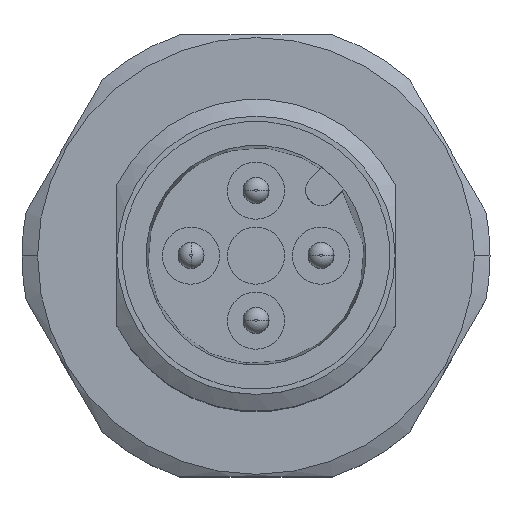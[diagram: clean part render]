
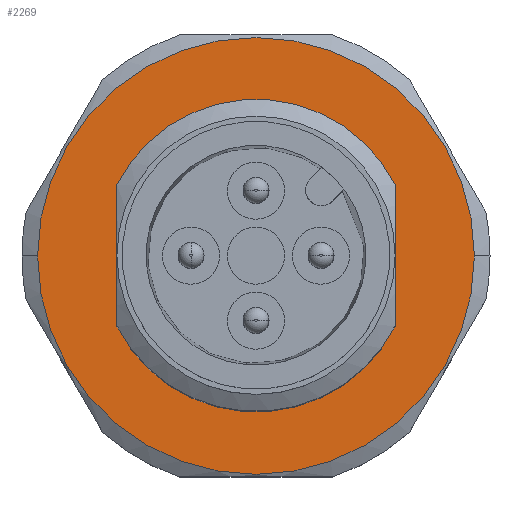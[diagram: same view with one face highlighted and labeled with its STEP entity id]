
A CAD part, top view. The second image highlights one B-rep face of the part: STEP entity #2269.
In plain terms, the highlighted planar face has unit normal (0, 0, 1).
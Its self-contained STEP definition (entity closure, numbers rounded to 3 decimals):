
#6 = EDGE_CURVE ( 'NONE', #215, #2983, #2143, .T. ) ;
#24 = CARTESIAN_POINT ( 'NONE',  ( 5.35, -2.716, 0. ) ) ;
#31 = DIRECTION ( 'NONE',  ( -1., 0., 0. ) ) ;
#215 = VERTEX_POINT ( 'NONE', #364 ) ;
#223 = CIRCLE ( 'NONE', #2640, 6. ) ;
#310 = ORIENTED_EDGE ( 'NONE', *, *, #993, .T. ) ;
#364 = CARTESIAN_POINT ( 'NONE',  ( -5.35, -2.716, 0. ) ) ;
#403 = CARTESIAN_POINT ( 'NONE',  ( -5.35, -2.716, 0. ) ) ;
#428 = DIRECTION ( 'NONE',  ( 0., 1., 0. ) ) ;
#445 = AXIS2_PLACEMENT_3D ( 'NONE', #3074, #1484, #3326 ) ;
#684 = PLANE ( 'NONE',  #3023 ) ;
#719 = DIRECTION ( 'NONE',  ( 0., 0., 1. ) ) ;
#847 = DIRECTION ( 'NONE',  ( 0., 0., -1. ) ) ;
#850 = VECTOR ( 'NONE', #2967, 1000. ) ;
#873 = AXIS2_PLACEMENT_3D ( 'NONE', #3219, #1641, #31 ) ;
#961 = EDGE_CURVE ( 'NONE', #1442, #1338, #1694, .T. ) ;
#993 = EDGE_CURVE ( 'NONE', #1004, #215, #223, .T. ) ;
#1004 = VERTEX_POINT ( 'NONE', #24 ) ;
#1035 = EDGE_CURVE ( 'NONE', #2408, #1004, #2258, .T. ) ;
#1338 = VERTEX_POINT ( 'NONE', #2427 ) ;
#1434 = VECTOR ( 'NONE', #428, 1000. ) ;
#1442 = VERTEX_POINT ( 'NONE', #2474 ) ;
#1484 = DIRECTION ( 'NONE',  ( 0., 0., -1. ) ) ;
#1641 = DIRECTION ( 'NONE',  ( 0., 0., 1. ) ) ;
#1694 = CIRCLE ( 'NONE', #873, 8.4 ) ;
#1767 = DIRECTION ( 'NONE',  ( 1., 0., 0. ) ) ;
#1818 = FACE_BOUND ( 'NONE', #2419, .T. ) ;
#1831 = CARTESIAN_POINT ( 'NONE',  ( -5.35, 2.716, 0. ) ) ;
#1883 = FACE_OUTER_BOUND ( 'NONE', #2346, .T. ) ;
#1946 = ORIENTED_EDGE ( 'NONE', *, *, #1035, .T. ) ;
#2114 = EDGE_CURVE ( 'NONE', #1338, #1442, #2373, .T. ) ;
#2143 = LINE ( 'NONE', #403, #1434 ) ;
#2176 = CARTESIAN_POINT ( 'NONE',  ( 5.35, 2.716, 0. ) ) ;
#2202 = ORIENTED_EDGE ( 'NONE', *, *, #961, .T. ) ;
#2258 = LINE ( 'NONE', #2176, #850 ) ;
#2269 = ADVANCED_FACE ( 'NONE', ( #1883, #1818 ), #684, .T. ) ;
#2301 = CARTESIAN_POINT ( 'NONE',  ( 0., 0., 0. ) ) ;
#2346 = EDGE_LOOP ( 'NONE', ( #2954, #2202 ) ) ;
#2369 = AXIS2_PLACEMENT_3D ( 'NONE', #2301, #719, #2569 ) ;
#2373 = CIRCLE ( 'NONE', #2369, 8.4 ) ;
#2408 = VERTEX_POINT ( 'NONE', #2868 ) ;
#2419 = EDGE_LOOP ( 'NONE', ( #310, #3009, #2776, #1946 ) ) ;
#2426 = CARTESIAN_POINT ( 'NONE',  ( 0., 0., 0. ) ) ;
#2427 = CARTESIAN_POINT ( 'NONE',  ( -8.4, 0., 0. ) ) ;
#2474 = CARTESIAN_POINT ( 'NONE',  ( 8.4, 0., 0. ) ) ;
#2569 = DIRECTION ( 'NONE',  ( -1., 0., 0. ) ) ;
#2640 = AXIS2_PLACEMENT_3D ( 'NONE', #2426, #847, #2688 ) ;
#2687 = EDGE_CURVE ( 'NONE', #2983, #2408, #2994, .T. ) ;
#2688 = DIRECTION ( 'NONE',  ( -1., 0., 0. ) ) ;
#2776 = ORIENTED_EDGE ( 'NONE', *, *, #2687, .T. ) ;
#2808 = CARTESIAN_POINT ( 'NONE',  ( 0., 0., 0. ) ) ;
#2868 = CARTESIAN_POINT ( 'NONE',  ( 5.35, 2.716, 0. ) ) ;
#2954 = ORIENTED_EDGE ( 'NONE', *, *, #2114, .T. ) ;
#2967 = DIRECTION ( 'NONE',  ( 0., -1., 0. ) ) ;
#2983 = VERTEX_POINT ( 'NONE', #1831 ) ;
#2994 = CIRCLE ( 'NONE', #445, 6. ) ;
#3009 = ORIENTED_EDGE ( 'NONE', *, *, #6, .T. ) ;
#3023 = AXIS2_PLACEMENT_3D ( 'NONE', #2808, #3329, #1767 ) ;
#3074 = CARTESIAN_POINT ( 'NONE',  ( 0., 0., 0. ) ) ;
#3219 = CARTESIAN_POINT ( 'NONE',  ( 0., 0., 0. ) ) ;
#3326 = DIRECTION ( 'NONE',  ( -1., 0., 0. ) ) ;
#3329 = DIRECTION ( 'NONE',  ( 0., 0., 1. ) ) ;
